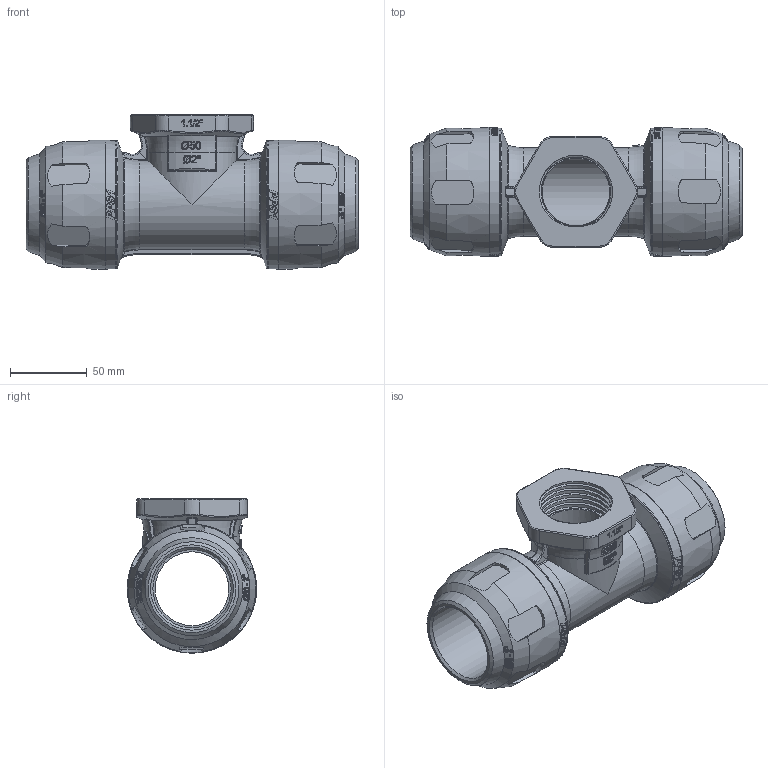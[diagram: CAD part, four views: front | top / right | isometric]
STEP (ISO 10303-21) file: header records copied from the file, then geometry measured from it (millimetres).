
FILE_DESCRIPTION(/* description */ ('STEP AP214'),/* implementation_level */ '2;1');
FILE_NAME(/* name */ 'PPS1_TT5049.stp.stp',/* time_stamp */ '2020-07-05T23:17:38+02:00',/* author */ (' '),/* organization */ (' '),/* preprocessor_version */ 'ST-DEVELOPER v18',/* originating_system */ 'Autodesk Inventor 2020',/* authorisation */ ' ');
FILE_SCHEMA (('AUTOMOTIVE_DESIGN { 1 0 10303 214 3 1 1 }'));
Length unit declared in the file: metre
Products named in the file (1): PPS1_TT5049.stp
Bounding box: 215.94 x 84.03 x 100.49 mm (x, y, z)
Volume: 478587.1 mm3; surface area: 111415.1 mm2
Topology: 1 solids, 1 shells, 1823 faces, 4966 edges, 3260 vertices
Faces by surface type: bspline 879, plane 475, cylinder 306, cone 104, torus 39, sphere 20
Full cylindrical faces by diameter (mm): 12 x1, 44 x1, 47.7 x6, 48 x1, 50.9 x2, 69 x2, 82.949 x2
Entity records: 95900 total; most frequent: CARTESIAN_POINT 54576, ORIENTED_EDGE 9932, DIRECTION 5367, EDGE_CURVE 4966, VERTEX_POINT 3260, B_SPLINE_CURVE_WITH_KNOTS 2252, EDGE_LOOP 1942, STYLED_ITEM 1824
